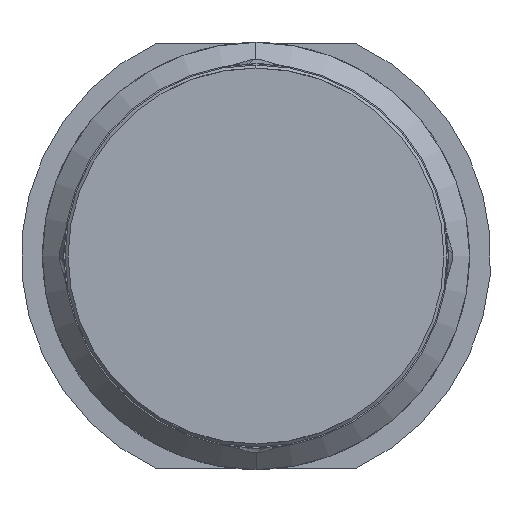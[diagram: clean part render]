
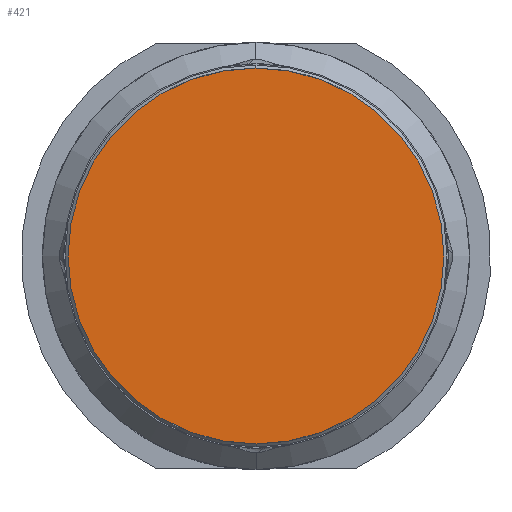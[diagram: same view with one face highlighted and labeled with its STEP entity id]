
A CAD part, front view. The second image highlights one B-rep face of the part: STEP entity #421.
In plain terms, the highlighted planar face has unit normal (0, -1, 0).
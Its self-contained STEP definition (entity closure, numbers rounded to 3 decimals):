
#261 = AXIS2_PLACEMENT_3D ( 'NONE', #4158, #1630, #291 ) ;
#291 = DIRECTION ( 'NONE',  ( -1., 0., 0. ) ) ;
#421 = ADVANCED_FACE ( 'Defeature ausgef�hrt1_24', ( #4082 ), #909, .F. ) ;
#725 = CARTESIAN_POINT ( 'NONE',  ( 2.2, 0., 0. ) ) ;
#866 = CIRCLE ( 'NONE', #3633, 2.2 ) ;
#909 = PLANE ( 'NONE',  #4388 ) ;
#935 = DIRECTION ( 'NONE',  ( 0., -1., 0. ) ) ;
#1051 = VERTEX_POINT ( 'NONE', #725 ) ;
#1565 = ORIENTED_EDGE ( 'NONE', *, *, #4137, .T. ) ;
#1630 = DIRECTION ( 'NONE',  ( 0., -1., 0. ) ) ;
#2041 = ORIENTED_EDGE ( 'NONE', *, *, #3062, .T. ) ;
#2182 = CARTESIAN_POINT ( 'NONE',  ( 0., 0., -1.9 ) ) ;
#2224 = DIRECTION ( 'NONE',  ( 0., 1., 0. ) ) ;
#2608 = CARTESIAN_POINT ( 'NONE',  ( -2.2, 0., 0. ) ) ;
#2836 = EDGE_LOOP ( 'NONE', ( #2041, #1565 ) ) ;
#3062 = EDGE_CURVE ( 'Defeature ausgef�hrt1_24+Defeature ausgef�hrt1_31+Defeature ausgef�hrt1_31+Defeature ausgef�hrt1_31', #3166, #1051, #4141, .T. ) ;
#3166 = VERTEX_POINT ( 'NONE', #2608 ) ;
#3457 = CARTESIAN_POINT ( 'NONE',  ( 0., 0., 0. ) ) ;
#3633 = AXIS2_PLACEMENT_3D ( 'NONE', #3457, #935, #3893 ) ;
#3879 = DIRECTION ( 'NONE',  ( 1., 0., 0. ) ) ;
#3893 = DIRECTION ( 'NONE',  ( -1., 0., 0. ) ) ;
#4082 = FACE_OUTER_BOUND ( 'NONE', #2836, .T. ) ;
#4137 = EDGE_CURVE ( 'Defeature ausgef�hrt1_24+Defeature ausgef�hrt1_31+Defeature ausgef�hrt1_31+Defeature ausgef�hrt1_31', #1051, #3166, #866, .T. ) ;
#4141 = CIRCLE ( 'NONE', #261, 2.2 ) ;
#4158 = CARTESIAN_POINT ( 'NONE',  ( 0., 0., 0. ) ) ;
#4388 = AXIS2_PLACEMENT_3D ( 'NONE', #2182, #2224, #3879 ) ;
